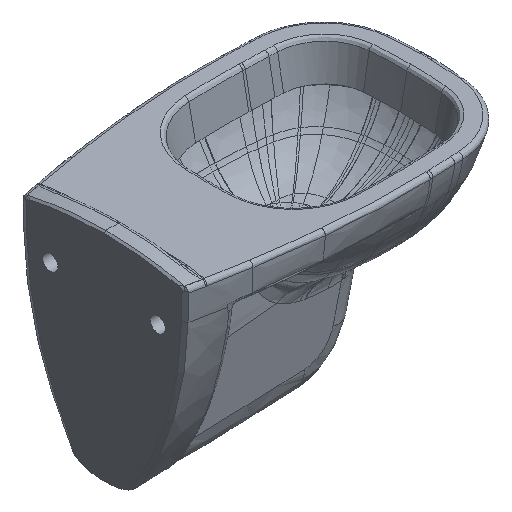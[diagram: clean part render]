
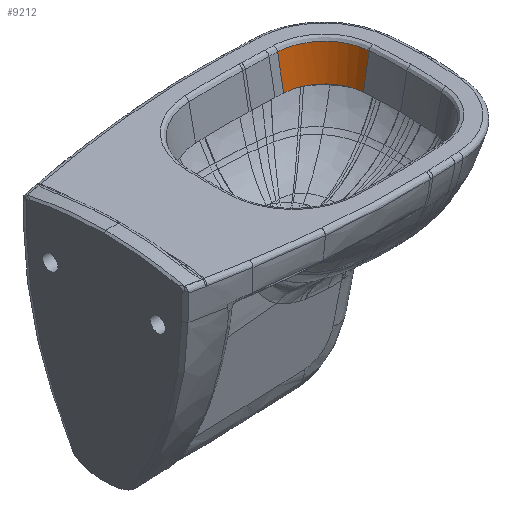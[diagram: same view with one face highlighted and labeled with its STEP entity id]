
A CAD part, isometric view. The second image highlights one B-rep face of the part: STEP entity #9212.
In plain terms, the highlighted free-form (B-spline) face has degree [5, 1] with [6, 2] control points.
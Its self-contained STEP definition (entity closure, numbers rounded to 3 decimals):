
#4586=CARTESIAN_POINT('',(504.361,60.691,-5.664));
#4587=VERTEX_POINT('',#4586);
#4932=CARTESIAN_POINT('',(426.016,135.686,-5.664));
#4933=VERTEX_POINT('',#4932);
#4941=CARTESIAN_POINT('',(504.361,60.691,-5.664));
#4942=CARTESIAN_POINT('',(504.352,60.793,-5.664));
#4943=CARTESIAN_POINT('',(504.344,60.895,-5.664));
#4944=CARTESIAN_POINT('',(504.335,60.998,-5.664));
#4945=CARTESIAN_POINT('',(503.661,68.608,-5.664));
#4946=CARTESIAN_POINT('',(502.1,76.137,-5.664));
#4947=CARTESIAN_POINT('',(499.71,83.352,-5.664));
#4948=CARTESIAN_POINT('',(493.441,96.828,-5.664));
#4949=CARTESIAN_POINT('',(484.338,108.563,-5.664));
#4950=CARTESIAN_POINT('',(479.26,113.794,-5.664));
#4951=CARTESIAN_POINT('',(466.944,123.947,-5.664));
#4952=CARTESIAN_POINT('',(452.521,130.886,-5.664));
#4953=CARTESIAN_POINT('',(444.216,133.601,-5.664));
#4954=CARTESIAN_POINT('',(435.449,135.226,-5.664));
#4955=CARTESIAN_POINT('',(426.62,135.66,-5.664));
#4956=CARTESIAN_POINT('',(426.414,135.67,-5.664));
#4957=CARTESIAN_POINT('',(426.215,135.678,-5.664));
#4958=CARTESIAN_POINT('',(426.016,135.686,-5.664));
#4959=B_SPLINE_CURVE_WITH_KNOTS('',5,(#4941,#4942,#4943,#4944,#4945,#4946,#4947,#4948,#4949,#4950,#4951,#4952,#4953,#4954,#4955,#4956,#4957,#4958),.UNSPECIFIED.,.F.,.U.,(6,3,3,3,3,6),(100.072,100.818,154.997,207.029,269.148,270.583),.UNSPECIFIED.);
#4960=EDGE_CURVE('',#4933,#4587,#4959,.F.);
#9150=CARTESIAN_POINT('',(493.836,59.809,-60.0));
#9151=VERTEX_POINT('',#9150);
#9152=CARTESIAN_POINT('',(493.836,59.809,-60.0));
#9153=DIRECTION('',(0.19,0.016,0.982));
#9154=VECTOR('',#9153,55.353);
#9155=LINE('',#9152,#9154);
#9156=EDGE_CURVE('',#9151,#4587,#9155,.T.);
#9178=CARTESIAN_POINT('',(493.836,59.809,-60.0));
#9179=CARTESIAN_POINT('',(492.11,80.406,-60.0));
#9180=CARTESIAN_POINT('',(482.925,100.378,-60.0));
#9181=CARTESIAN_POINT('',(466.601,116.004,-60.0));
#9182=CARTESIAN_POINT('',(446.247,124.308,-60.0));
#9183=CARTESIAN_POINT('',(425.594,125.133,-60.0));
#9184=CARTESIAN_POINT('',(504.361,60.691,-5.664));
#9185=CARTESIAN_POINT('',(502.38,84.337,-5.664));
#9186=CARTESIAN_POINT('',(491.834,107.266,-5.664));
#9187=CARTESIAN_POINT('',(473.093,125.205,-5.664));
#9188=CARTESIAN_POINT('',(449.726,134.74,-5.664));
#9189=CARTESIAN_POINT('',(426.016,135.686,-5.664));
#9190=B_SPLINE_SURFACE_WITH_KNOTS('',5,1,((#9178,#9184),(#9179,#9185),(#9180,#9186),(#9181,#9187),(#9182,#9188),(#9183,#9189)),.UNSPECIFIED.,.F.,.F.,.U.,(6,6),(2,2),(0.0,112.112),(0.0,55.353),.UNSPECIFIED.);
#9191=ORIENTED_EDGE('',*,*,#4960,.F.);
#9192=CARTESIAN_POINT('',(425.594,125.133,-60.));
#9193=VERTEX_POINT('',#9192);
#9194=CARTESIAN_POINT('',(425.594,125.133,-60.));
#9195=DIRECTION('',(0.008,0.191,0.982));
#9196=VECTOR('',#9195,55.353);
#9197=LINE('',#9194,#9196);
#9198=EDGE_CURVE('',#9193,#4933,#9197,.T.);
#9199=ORIENTED_EDGE('',*,*,#9198,.F.);
#9200=CARTESIAN_POINT('',(493.836,59.809,-60.0));
#9201=CARTESIAN_POINT('',(492.11,80.406,-60.0));
#9202=CARTESIAN_POINT('',(482.925,100.378,-60.0));
#9203=CARTESIAN_POINT('',(466.601,116.004,-60.0));
#9204=CARTESIAN_POINT('',(446.247,124.308,-60.0));
#9205=CARTESIAN_POINT('',(425.594,125.133,-60.0));
#9206=B_SPLINE_CURVE_WITH_KNOTS('',5,(#9200,#9201,#9202,#9203,#9204,#9205),.UNSPECIFIED.,.F.,.U.,(6,6),(0.0,112.112),.UNSPECIFIED.);
#9207=EDGE_CURVE('',#9151,#9193,#9206,.T.);
#9208=ORIENTED_EDGE('',*,*,#9207,.F.);
#9209=ORIENTED_EDGE('',*,*,#9156,.T.);
#9210=EDGE_LOOP('',(#9191,#9199,#9208,#9209));
#9211=FACE_OUTER_BOUND('',#9210,.T.);
#9212=ADVANCED_FACE('',(#9211),#9190,.F.);
